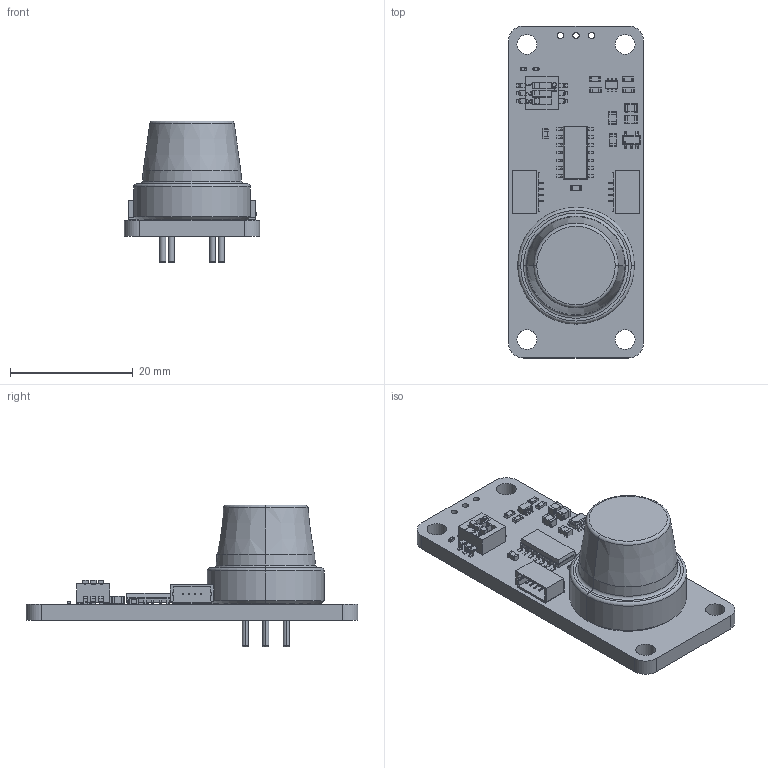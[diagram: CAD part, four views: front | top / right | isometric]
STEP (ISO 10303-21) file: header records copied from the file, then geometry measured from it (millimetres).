
FILE_DESCRIPTION(('KiCad electronic assembly'),'2;1');
FILE_NAME('Ammonia sensor MQ137 breakout qwiic 3D.step', '2025-05-06T15:44:11',('Pcbnew'),('Kicad'), 'Open CASCADE STEP processor 7.8','KiCad to STEP converter','Unknown' );
FILE_SCHEMA(('AUTOMOTIVE_DESIGN { 1 0 10303 214 1 1 1 1 }'));
Length unit declared in the file: millimetre
Products named in the file (26): Ammonia sensor MQ137 breakout qwiic 3D 1; 0603R; User Library-R0603-1; DSHP03TS-S; MQ; User Library-MQ-5; 0603C; 06035A910JAT2A; easyC connector; easyC connector v1; 0805C; CL21A106KPFNNWE; SOIC-14; NE556D; SOT-23-5; DBV5A; 0402LED; SML-P11MTT86; SOT-363; NTJD4001NT1G; 0806L; DFE201612PD-R47M=P2; 0402R; RL0402JR-070R51L; Ammonia sensor MQ137 breakout qwiic_PCB
Assembly tree (32 placements, depth 3):
  Ammonia sensor MQ137 breakout qwiic 3D 1
    0603R  x5
      User Library-R0603-1
    DSHP03TS-S
      DSHP03TS-S
    MQ
      User Library-MQ-5
    0603C
      06035A910JAT2A
    easyC connector  x2
      easyC connector v1
    0805C  x3
      CL21A106KPFNNWE
    SOIC-14
      NE556D
    SOT-23-5
      DBV5A
    0402LED
      SML-P11MTT86
    SOT-363
      NTJD4001NT1G
    0806L
      DFE201612PD-R47M=P2
    0402R
      RL0402JR-070R51L
    Ammonia sensor MQ137 breakout qwiic_PCB
Bounding box: 22 x 54 x 23.06 mm (x, y, z)
Volume: 6727.6 mm3; surface area: 5211.3 mm2
Topology: 65 solids, 65 shells, 1598 faces, 4014 edges, 2494 vertices
Faces by surface type: plane 975, cylinder 453, sphere 88, bspline 58, torus 18, cone 6
Full cylindrical faces by diameter (mm): 1 x3, 1.2 x6, 3.2 x4
Entity records: 39242 total; most frequent: CARTESIAN_POINT 8214, ORIENTED_EDGE 5664, DIRECTION 5658, EDGE_CURVE 2832, LINE 2078, VECTOR 2078, VERTEX_POINT 1826, AXIS2_PLACEMENT_3D 1790
